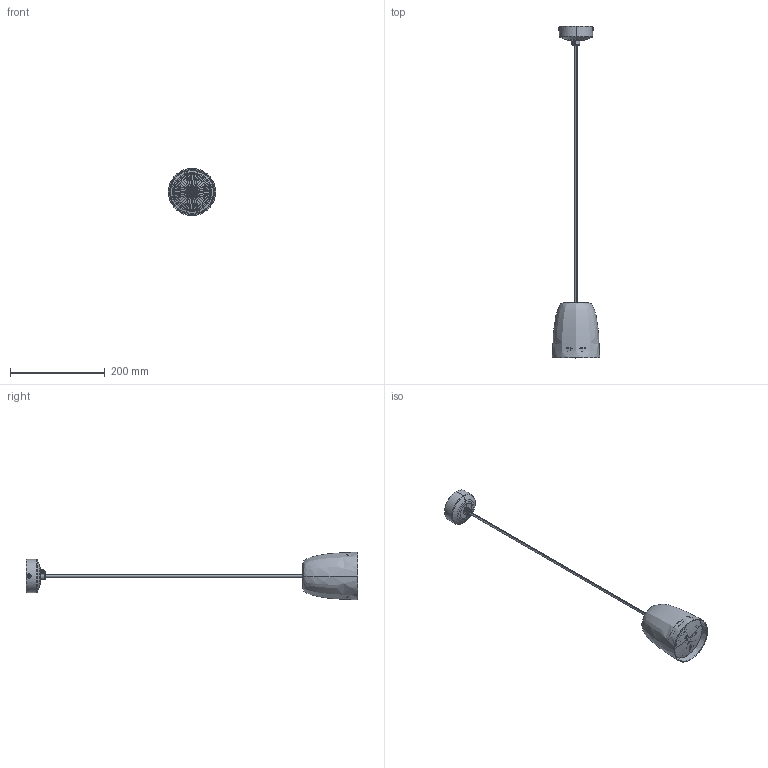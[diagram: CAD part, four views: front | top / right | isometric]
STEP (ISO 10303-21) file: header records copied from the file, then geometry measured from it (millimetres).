
FILE_DESCRIPTION (( 'STEP AP203' ), '1' );
FILE_NAME ('NUT S-10 INDOOR.STEP', '2021-07-19T13:45:12', ( '' ), ( '' ), 'SwSTEP 2.0', 'SolidWorks 2019', '' );
FILE_SCHEMA (( 'CONFIG_CONTROL_DESIGN' ));
Length unit declared in the file: millimetre
Products named in the file (15): 000-914-096; 000-196_NUT PAQUETE OEV2; 000-196-003; 000-188-14; 000-196-021; 000-196-015; 000-256.45; 000-CABLE 3X075 CE_UL PVC TRANSPARENTE NUT; 000-FLO017; 000-196-016; 000-914-002; NUT S-10 INDOOR; 000-914-033; 000-196-014; 000-D965-410A2
Assembly tree (15 placements, depth 3):
  NUT S-10 INDOOR
    000-196-014
    000-196_NUT PAQUETE OEV2
      000-196-003
    000-196-015
    000-196-016
    000-FLO017
      000-188-14
      000-914-033
      000-914-002
      000-D965-410A2  x2
      000-196-021
      000-914-096
      000-256.45
    000-CABLE 3X075 CE_UL PVC TRANSPARENTE NUT
Bounding box: 99.75 x 700.16 x 99.75 mm (x, y, z)
Volume: 122657.7 mm3; surface area: 138472.2 mm2
Topology: 14 solids, 14 shells, 607 faces, 1455 edges, 897 vertices
Faces by surface type: plane 196, bspline 190, cylinder 108, cone 62, torus 47, sphere 4
Entity records: 25159 total; most frequent: CARTESIAN_POINT 11045, ORIENTED_EDGE 2778, DIRECTION 2304, EDGE_CURVE 1389, VERTEX_POINT 866, AXIS2_PLACEMENT_3D 850, EDGE_LOOP 635, LINE 604
